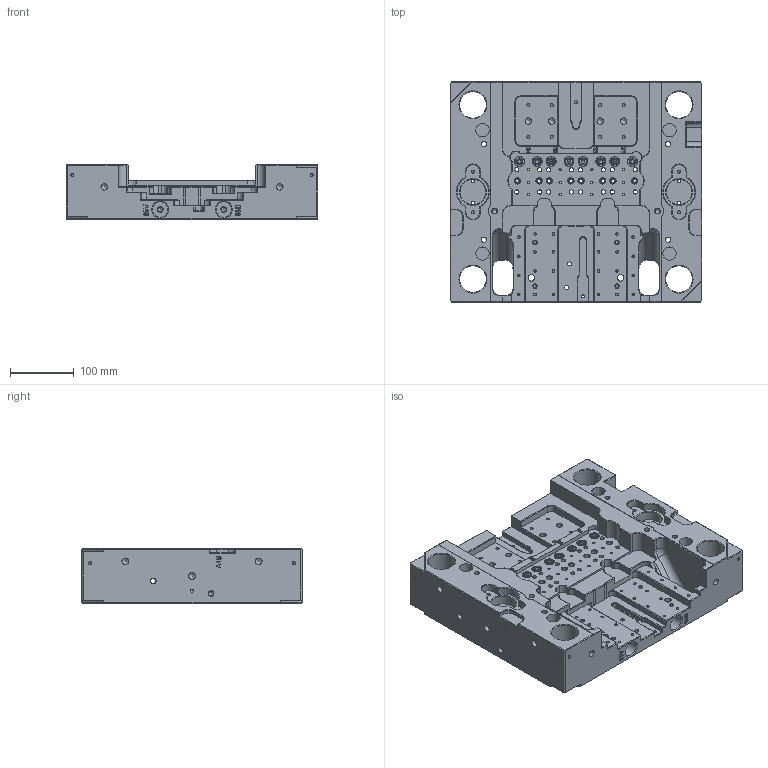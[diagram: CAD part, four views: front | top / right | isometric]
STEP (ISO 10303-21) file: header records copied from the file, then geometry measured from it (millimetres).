
FILE_DESCRIPTION(('STEP AP214'),'1');
FILE_NAME('2300206_P005_Formplatte-AS.stp','2024-01-19T15:30:10',('sest'),('None'),'Spatial InterOp 3D','CimatronE 16.0',' ');
FILE_SCHEMA(('AUTOMOTIVE_DESIGN'));
Length unit declared in the file: millimetre
Products named in the file (1): 15
Bounding box: 396 x 346 x 86 mm (x, y, z)
Volume: 7222613.2 mm3; surface area: 634106.9 mm2
Topology: 1 solids, 1 shells, 1387 faces, 3655 edges, 2347 vertices
Faces by surface type: plane 578, cylinder 335, extrusion 248, cone 206, torus 18, bspline 2
Full cylindrical faces by diameter (mm): 3.3 x2, 3.5 x12, 4.2 x24, 4.92 x4, 5 x24, 5.5 x8, 6 x12, 6.2 x1, 6.5 x17, 6.8 x2, 8 x37, 8.2 x4, 9 x20, 10 x12, 10.2 x14, 10.4 x8, 10.5 x2, 11 x16, 15.6 x8, 20 x4, 21 x4, 24 x6, 40 x2, 42 x4, 48 x4
Entity records: 67388 total; most frequent: CARTESIAN_POINT 10633, ORIENTED_EDGE 5942, DIRECTION 5721, STYLED_ITEM 4359, PRESENTATION_STYLE_ASSIGNMENT 4359, COLOUR_RGB 4359, EDGE_CURVE 2971, CURVE_STYLE 2971
